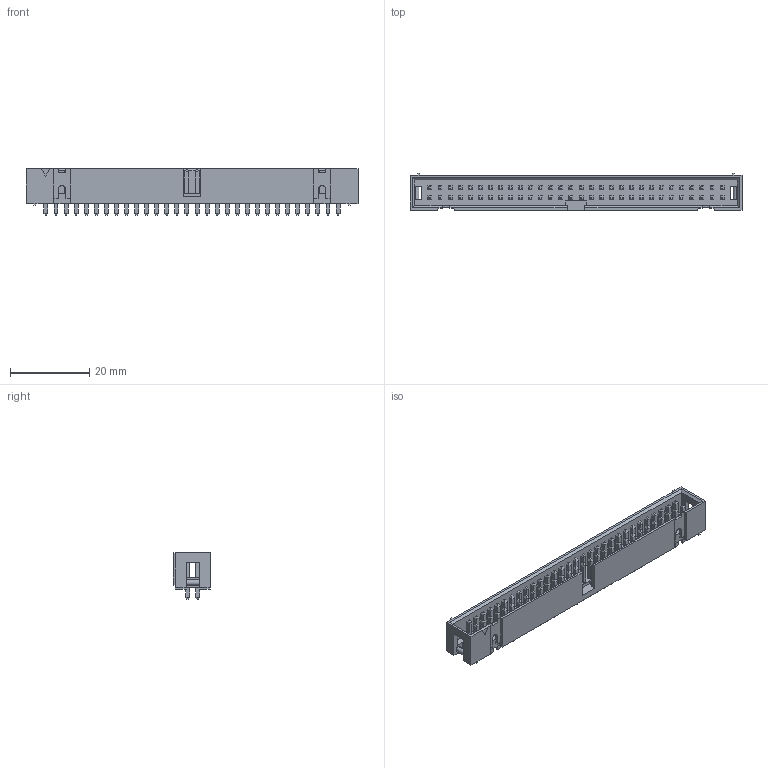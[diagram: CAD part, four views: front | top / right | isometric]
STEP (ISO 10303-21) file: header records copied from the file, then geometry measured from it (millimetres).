
FILE_DESCRIPTION (( 'STEP AP214' ), '1' );
FILE_NAME ('SW3dPS-HDB-60.STEP', '2009-10-29T01:08:25', ( 'sysAdmin' ), ( 'SolidWorks' ), 'SwSTEP 2.0', 'SolidWorks 2009', '' );
FILE_SCHEMA (( 'AUTOMOTIVE_DESIGN' ));
Length unit declared in the file: millimetre
Products named in the file (1): SW3dPS-HDB-60
Bounding box: 83.7 x 9.4 x 11.8 mm (x, y, z)
Volume: 3419.6 mm3; surface area: 6119.6 mm2
Topology: 1 solids, 1 shells, 1178 faces, 2700 edges, 1636 vertices
Faces by surface type: plane 1170, cylinder 8
Entity records: 43815 total; most frequent: CARTESIAN_POINT 5515, ORIENTED_EDGE 5400, DIRECTION 5074, EDGE_CURVE 2700, VECTOR 2684, LINE 2684, VERTEX_POINT 1636, EDGE_LOOP 1302
